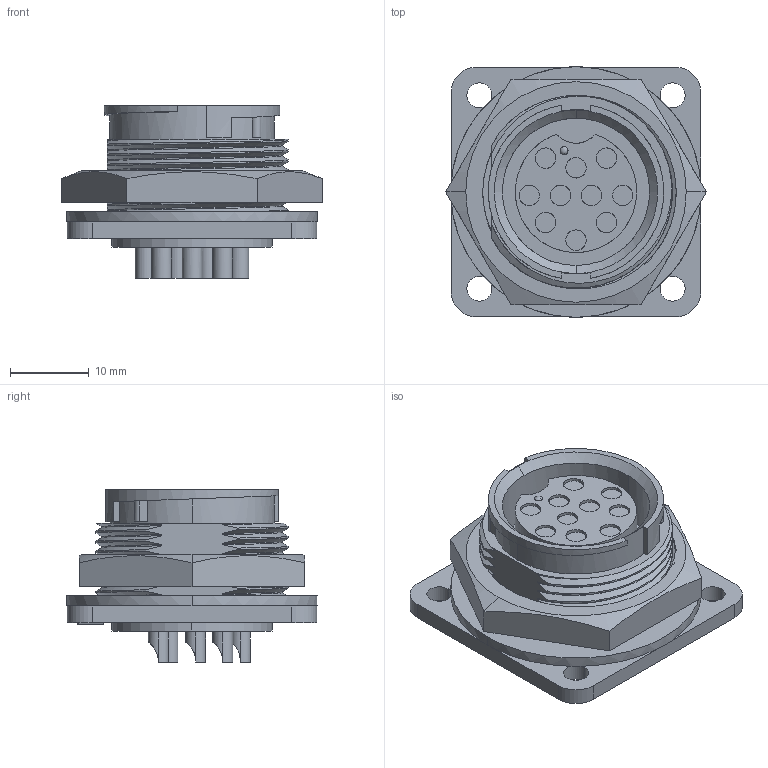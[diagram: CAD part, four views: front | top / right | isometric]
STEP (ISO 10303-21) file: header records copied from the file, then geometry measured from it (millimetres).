
FILE_DESCRIPTION (( 'STEP AP203' ), '1' );
FILE_NAME ('14382-10SG-300.STEP', '2013-07-16T15:56:58', ( 'J0FPBF1' ), ( '' ), 'SwSTEP 2.0', 'SolidWorks 2012', '' );
FILE_SCHEMA (( 'CONFIG_CONTROL_DESIGN' ));
Length unit declared in the file: inch
Products named in the file (1): 14382-10SG-300
Bounding box: 33 x 31.75 x 21.87 mm (x, y, z)
Volume: 8673.3 mm3; surface area: 6504.9 mm2
Topology: 2 solids, 2 shells, 245 faces, 625 edges, 410 vertices
Faces by surface type: cylinder 110, plane 100, bspline 30, cone 4, sphere 1
Entity records: 18759 total; most frequent: CARTESIAN_POINT 13291, ORIENTED_EDGE 1244, DIRECTION 910, EDGE_CURVE 622, VERTEX_POINT 408, AXIS2_PLACEMENT_3D 316, EDGE_LOOP 282, LINE 278
